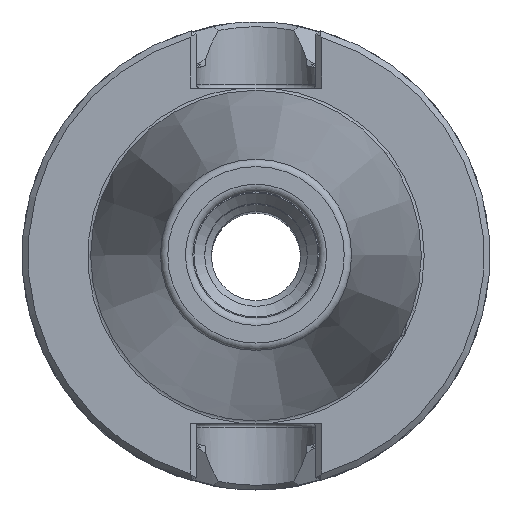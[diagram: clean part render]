
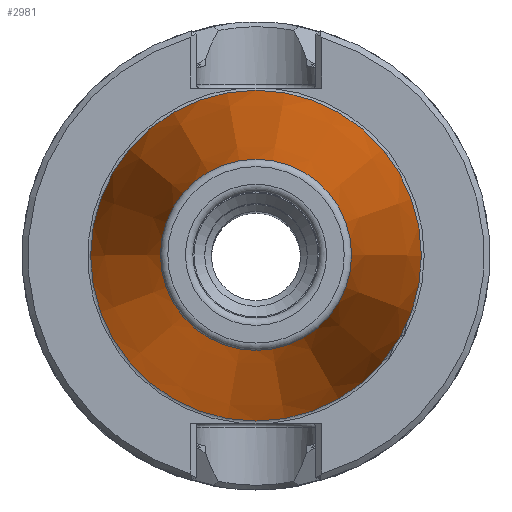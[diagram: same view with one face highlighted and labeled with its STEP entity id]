
A CAD part, top view. The second image highlights one B-rep face of the part: STEP entity #2981.
In plain terms, the highlighted conical face has half-angle 8.297 degrees and reference radius 12.871 mm.
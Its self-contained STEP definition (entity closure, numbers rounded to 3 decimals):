
#297=CONICAL_SURFACE('',#3193,12.871,0.145);
#656=ORIENTED_EDGE('',*,*,#829,.T.);
#657=ORIENTED_EDGE('',*,*,#994,.F.);
#829=EDGE_CURVE('',#1080,#1080,#1271,.T.);
#994=EDGE_CURVE('',#1189,#1189,#1310,.T.);
#1080=VERTEX_POINT('',#3985);
#1189=VERTEX_POINT('',#4558);
#1271=CIRCLE('',#3074,22.268);
#1310=CIRCLE('',#3192,12.871);
#1463=EDGE_LOOP('',(#656));
#1464=EDGE_LOOP('',(#657));
#1693=FACE_BOUND('',#1463,.T.);
#1694=FACE_BOUND('',#1464,.T.);
#2981=ADVANCED_FACE('',(#1693,#1694),#297,.T.);
#3074=AXIS2_PLACEMENT_3D('',#3984,#3363,#3364);
#3192=AXIS2_PLACEMENT_3D('',#4557,#3663,#3664);
#3193=AXIS2_PLACEMENT_3D('',#4559,#3665,#3666);
#3363=DIRECTION('',(0.,0.,1.));
#3364=DIRECTION('',(1.,0.,0.));
#3663=DIRECTION('',(0.,0.,1.));
#3664=DIRECTION('',(1.,0.,0.));
#3665=DIRECTION('',(0.,0.,-1.));
#3666=DIRECTION('',(-1.,0.,0.));
#3984=CARTESIAN_POINT('',(0.,0.,0.106));
#3985=CARTESIAN_POINT('',(22.268,0.,0.106));
#4557=CARTESIAN_POINT('',(0.,0.,64.544));
#4558=CARTESIAN_POINT('',(12.871,0.,64.544));
#4559=CARTESIAN_POINT('',(0.,0.,64.544));
